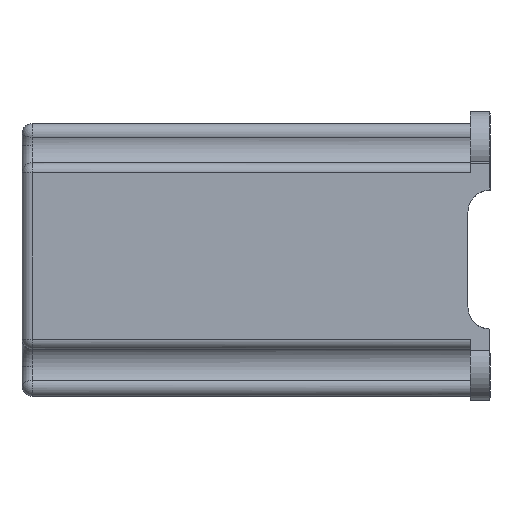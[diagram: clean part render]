
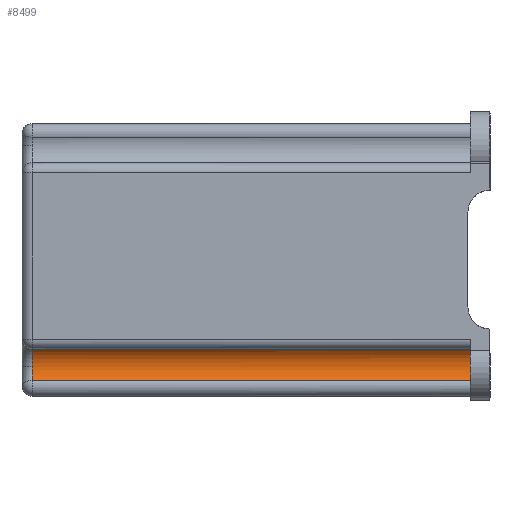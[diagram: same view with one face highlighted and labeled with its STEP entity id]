
A CAD part, left-side view. The second image highlights one B-rep face of the part: STEP entity #8499.
In plain terms, the highlighted cylindrical face has radius 3 mm (diameter 6 mm), a partial arc.
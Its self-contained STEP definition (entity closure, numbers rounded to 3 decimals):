
#2397 = PLANE('',#2398);
#2398 = AXIS2_PLACEMENT_3D('',#2399,#2400,#2401);
#2399 = CARTESIAN_POINT('',(-30.469,2.5,-15.969));
#2400 = DIRECTION('',(0.,1.,0.));
#2401 = DIRECTION('',(0.,0.,1.));
#2632 = CYLINDRICAL_SURFACE('',#2633,1.27);
#2633 = AXIS2_PLACEMENT_3D('',#2634,#2635,#2636);
#2634 = CARTESIAN_POINT('',(-32.5,0.,-12.038));
#2635 = DIRECTION('',(0.,-1.,-0.));
#2636 = DIRECTION('',(0.,0.,1.));
#5807 = VERTEX_POINT('',#5808);
#5808 = CARTESIAN_POINT('',(-31.756,2.5,-13.068));
#5834 = EDGE_CURVE('',#5835,#5807,#5837,.T.);
#5835 = VERTEX_POINT('',#5836);
#5836 = CARTESIAN_POINT('',(-30.,2.5,-12.5));
#5837 = SURFACE_CURVE('',#5838,(#5843,#5854),.PCURVE_S1.);
#5838 = CIRCLE('',#5839,3.);
#5839 = AXIS2_PLACEMENT_3D('',#5840,#5841,#5842);
#5840 = CARTESIAN_POINT('',(-30.,2.5,-15.5));
#5841 = DIRECTION('',(0.,-1.,0.));
#5842 = DIRECTION('',(1.,0.,0.));
#5843 = PCURVE('',#2397,#5844);
#5844 = DEFINITIONAL_REPRESENTATION('',(#5845),#5853);
#5845 = ( BOUNDED_CURVE() B_SPLINE_CURVE(2,(#5846,#5847,#5848,#5849,
#5850,#5851,#5852),.UNSPECIFIED.,.T.,.F.) B_SPLINE_CURVE_WITH_KNOTS((1,2
    ,2,2,2,1),(-2.094,0.,2.094,4.189,
6.283,8.378),.UNSPECIFIED.) CURVE() 
GEOMETRIC_REPRESENTATION_ITEM() RATIONAL_B_SPLINE_CURVE((1.,0.5,1.,0.5,
1.,0.5,1.)) REPRESENTATION_ITEM('') );
#5846 = CARTESIAN_POINT('',(0.469,3.469));
#5847 = CARTESIAN_POINT('',(5.665,3.469));
#5848 = CARTESIAN_POINT('',(3.067,-1.031));
#5849 = CARTESIAN_POINT('',(0.469,-5.531));
#5850 = CARTESIAN_POINT('',(-2.129,-1.031));
#5851 = CARTESIAN_POINT('',(-4.727,3.469));
#5852 = CARTESIAN_POINT('',(0.469,3.469));
#5853 = ( GEOMETRIC_REPRESENTATION_CONTEXT(2) 
PARAMETRIC_REPRESENTATION_CONTEXT() REPRESENTATION_CONTEXT('2D SPACE',''
  ) );
#5854 = PCURVE('',#5855,#5860);
#5855 = CYLINDRICAL_SURFACE('',#5856,3.);
#5856 = AXIS2_PLACEMENT_3D('',#5857,#5858,#5859);
#5857 = CARTESIAN_POINT('',(-30.,0.,-15.5));
#5858 = DIRECTION('',(0.,-1.,0.));
#5859 = DIRECTION('',(1.,0.,0.));
#5860 = DEFINITIONAL_REPRESENTATION('',(#5861),#5865);
#5861 = LINE('',#5862,#5863);
#5862 = CARTESIAN_POINT('',(-6.283,-2.5));
#5863 = VECTOR('',#5864,1.);
#5864 = DIRECTION('',(1.,0.));
#5865 = ( GEOMETRIC_REPRESENTATION_CONTEXT(2) 
PARAMETRIC_REPRESENTATION_CONTEXT() REPRESENTATION_CONTEXT('2D SPACE',''
  ) );
#5867 = EDGE_CURVE('',#5868,#5835,#5870,.T.);
#5868 = VERTEX_POINT('',#5869);
#5869 = CARTESIAN_POINT('',(-27.,2.5,-15.5));
#5870 = SURFACE_CURVE('',#5871,(#5876,#5887),.PCURVE_S1.);
#5871 = CIRCLE('',#5872,3.);
#5872 = AXIS2_PLACEMENT_3D('',#5873,#5874,#5875);
#5873 = CARTESIAN_POINT('',(-30.,2.5,-15.5));
#5874 = DIRECTION('',(0.,-1.,0.));
#5875 = DIRECTION('',(1.,0.,0.));
#5876 = PCURVE('',#2397,#5877);
#5877 = DEFINITIONAL_REPRESENTATION('',(#5878),#5886);
#5878 = ( BOUNDED_CURVE() B_SPLINE_CURVE(2,(#5879,#5880,#5881,#5882,
#5883,#5884,#5885),.UNSPECIFIED.,.T.,.F.) B_SPLINE_CURVE_WITH_KNOTS((1,2
    ,2,2,2,1),(-2.094,0.,2.094,4.189,
6.283,8.378),.UNSPECIFIED.) CURVE() 
GEOMETRIC_REPRESENTATION_ITEM() RATIONAL_B_SPLINE_CURVE((1.,0.5,1.,0.5,
1.,0.5,1.)) REPRESENTATION_ITEM('') );
#5879 = CARTESIAN_POINT('',(0.469,3.469));
#5880 = CARTESIAN_POINT('',(5.665,3.469));
#5881 = CARTESIAN_POINT('',(3.067,-1.031));
#5882 = CARTESIAN_POINT('',(0.469,-5.531));
#5883 = CARTESIAN_POINT('',(-2.129,-1.031));
#5884 = CARTESIAN_POINT('',(-4.727,3.469));
#5885 = CARTESIAN_POINT('',(0.469,3.469));
#5886 = ( GEOMETRIC_REPRESENTATION_CONTEXT(2) 
PARAMETRIC_REPRESENTATION_CONTEXT() REPRESENTATION_CONTEXT('2D SPACE',''
  ) );
#5887 = PCURVE('',#5855,#5888);
#5888 = DEFINITIONAL_REPRESENTATION('',(#5889),#5893);
#5889 = LINE('',#5890,#5891);
#5890 = CARTESIAN_POINT('',(-6.283,-2.5));
#5891 = VECTOR('',#5892,1.);
#5892 = DIRECTION('',(1.,0.));
#5893 = ( GEOMETRIC_REPRESENTATION_CONTEXT(2) 
PARAMETRIC_REPRESENTATION_CONTEXT() REPRESENTATION_CONTEXT('2D SPACE',''
  ) );
#5895 = EDGE_CURVE('',#5896,#5868,#5898,.T.);
#5896 = VERTEX_POINT('',#5897);
#5897 = CARTESIAN_POINT('',(-27.568,2.5,-17.256));
#5898 = SURFACE_CURVE('',#5899,(#5904,#5915),.PCURVE_S1.);
#5899 = CIRCLE('',#5900,3.);
#5900 = AXIS2_PLACEMENT_3D('',#5901,#5902,#5903);
#5901 = CARTESIAN_POINT('',(-30.,2.5,-15.5));
#5902 = DIRECTION('',(0.,-1.,0.));
#5903 = DIRECTION('',(1.,0.,0.));
#5904 = PCURVE('',#2397,#5905);
#5905 = DEFINITIONAL_REPRESENTATION('',(#5906),#5914);
#5906 = ( BOUNDED_CURVE() B_SPLINE_CURVE(2,(#5907,#5908,#5909,#5910,
#5911,#5912,#5913),.UNSPECIFIED.,.T.,.F.) B_SPLINE_CURVE_WITH_KNOTS((1,2
    ,2,2,2,1),(-2.094,0.,2.094,4.189,
6.283,8.378),.UNSPECIFIED.) CURVE() 
GEOMETRIC_REPRESENTATION_ITEM() RATIONAL_B_SPLINE_CURVE((1.,0.5,1.,0.5,
1.,0.5,1.)) REPRESENTATION_ITEM('') );
#5907 = CARTESIAN_POINT('',(0.469,3.469));
#5908 = CARTESIAN_POINT('',(5.665,3.469));
#5909 = CARTESIAN_POINT('',(3.067,-1.031));
#5910 = CARTESIAN_POINT('',(0.469,-5.531));
#5911 = CARTESIAN_POINT('',(-2.129,-1.031));
#5912 = CARTESIAN_POINT('',(-4.727,3.469));
#5913 = CARTESIAN_POINT('',(0.469,3.469));
#5914 = ( GEOMETRIC_REPRESENTATION_CONTEXT(2) 
PARAMETRIC_REPRESENTATION_CONTEXT() REPRESENTATION_CONTEXT('2D SPACE',''
  ) );
#5915 = PCURVE('',#5855,#5916);
#5916 = DEFINITIONAL_REPRESENTATION('',(#5917),#5921);
#5917 = LINE('',#5918,#5919);
#5918 = CARTESIAN_POINT('',(-6.283,-2.5));
#5919 = VECTOR('',#5920,1.);
#5920 = DIRECTION('',(1.,0.));
#5921 = ( GEOMETRIC_REPRESENTATION_CONTEXT(2) 
PARAMETRIC_REPRESENTATION_CONTEXT() REPRESENTATION_CONTEXT('2D SPACE',''
  ) );
#5944 = CYLINDRICAL_SURFACE('',#5945,1.27);
#5945 = AXIS2_PLACEMENT_3D('',#5946,#5947,#5948);
#5946 = CARTESIAN_POINT('',(-26.538,0.,-18.));
#5947 = DIRECTION('',(0.,-1.,0.));
#5948 = DIRECTION('',(1.,0.,0.));
#6069 = VERTEX_POINT('',#6070);
#6070 = CARTESIAN_POINT('',(-31.756,58.,-13.068));
#6120 = EDGE_CURVE('',#6069,#5807,#6121,.T.);
#6121 = SURFACE_CURVE('',#6122,(#6126,#6133),.PCURVE_S1.);
#6122 = LINE('',#6123,#6124);
#6123 = CARTESIAN_POINT('',(-31.756,0.,-13.068));
#6124 = VECTOR('',#6125,1.);
#6125 = DIRECTION('',(0.,-1.,0.));
#6126 = PCURVE('',#2632,#6127);
#6127 = DEFINITIONAL_REPRESENTATION('',(#6128),#6132);
#6128 = LINE('',#6129,#6130);
#6129 = CARTESIAN_POINT('',(3.767,0.));
#6130 = VECTOR('',#6131,1.);
#6131 = DIRECTION('',(0.,1.));
#6132 = ( GEOMETRIC_REPRESENTATION_CONTEXT(2) 
PARAMETRIC_REPRESENTATION_CONTEXT() REPRESENTATION_CONTEXT('2D SPACE',''
  ) );
#6133 = PCURVE('',#5855,#6134);
#6134 = DEFINITIONAL_REPRESENTATION('',(#6135),#6139);
#6135 = LINE('',#6136,#6137);
#6136 = CARTESIAN_POINT('',(2.196,0.));
#6137 = VECTOR('',#6138,1.);
#6138 = DIRECTION('',(0.,1.));
#6139 = ( GEOMETRIC_REPRESENTATION_CONTEXT(2) 
PARAMETRIC_REPRESENTATION_CONTEXT() REPRESENTATION_CONTEXT('2D SPACE',''
  ) );
#6546 = TOROIDAL_SURFACE('',#6547,4.27,1.27);
#6547 = AXIS2_PLACEMENT_3D('',#6548,#6549,#6550);
#6548 = CARTESIAN_POINT('',(-30.,58.,-15.5));
#6549 = DIRECTION('',(0.,1.,0.));
#6550 = DIRECTION('',(1.,0.,0.));
#6795 = TOROIDAL_SURFACE('',#6796,4.27,1.27);
#6796 = AXIS2_PLACEMENT_3D('',#6797,#6798,#6799);
#6797 = CARTESIAN_POINT('',(-30.,58.,-15.5));
#6798 = DIRECTION('',(0.,1.,0.));
#6799 = DIRECTION('',(1.,0.,0.));
#8499 = ADVANCED_FACE('',(#8500),#5855,.F.);
#8500 = FACE_BOUND('',#8501,.F.);
#8501 = EDGE_LOOP('',(#8502,#8528,#8550,#8551,#8552,#8553,#8554));
#8502 = ORIENTED_EDGE('',*,*,#8503,.T.);
#8503 = EDGE_CURVE('',#8504,#8506,#8508,.T.);
#8504 = VERTEX_POINT('',#8505);
#8505 = CARTESIAN_POINT('',(-27.568,58.,-17.256));
#8506 = VERTEX_POINT('',#8507);
#8507 = CARTESIAN_POINT('',(-27.,58.,-15.5));
#8508 = SURFACE_CURVE('',#8509,(#8514,#8521),.PCURVE_S1.);
#8509 = CIRCLE('',#8510,3.);
#8510 = AXIS2_PLACEMENT_3D('',#8511,#8512,#8513);
#8511 = CARTESIAN_POINT('',(-30.,58.,-15.5));
#8512 = DIRECTION('',(0.,-1.,0.));
#8513 = DIRECTION('',(1.,0.,0.));
#8514 = PCURVE('',#5855,#8515);
#8515 = DEFINITIONAL_REPRESENTATION('',(#8516),#8520);
#8516 = LINE('',#8517,#8518);
#8517 = CARTESIAN_POINT('',(-6.283,-58.));
#8518 = VECTOR('',#8519,1.);
#8519 = DIRECTION('',(1.,0.));
#8520 = ( GEOMETRIC_REPRESENTATION_CONTEXT(2) 
PARAMETRIC_REPRESENTATION_CONTEXT() REPRESENTATION_CONTEXT('2D SPACE',''
  ) );
#8521 = PCURVE('',#6546,#8522);
#8522 = DEFINITIONAL_REPRESENTATION('',(#8523),#8527);
#8523 = LINE('',#8524,#8525);
#8524 = CARTESIAN_POINT('',(-0.,3.142));
#8525 = VECTOR('',#8526,1.);
#8526 = DIRECTION('',(-1.,0.));
#8527 = ( GEOMETRIC_REPRESENTATION_CONTEXT(2) 
PARAMETRIC_REPRESENTATION_CONTEXT() REPRESENTATION_CONTEXT('2D SPACE',''
  ) );
#8528 = ORIENTED_EDGE('',*,*,#8529,.T.);
#8529 = EDGE_CURVE('',#8506,#6069,#8530,.T.);
#8530 = SURFACE_CURVE('',#8531,(#8536,#8543),.PCURVE_S1.);
#8531 = CIRCLE('',#8532,3.);
#8532 = AXIS2_PLACEMENT_3D('',#8533,#8534,#8535);
#8533 = CARTESIAN_POINT('',(-30.,58.,-15.5));
#8534 = DIRECTION('',(0.,-1.,0.));
#8535 = DIRECTION('',(1.,0.,0.));
#8536 = PCURVE('',#5855,#8537);
#8537 = DEFINITIONAL_REPRESENTATION('',(#8538),#8542);
#8538 = LINE('',#8539,#8540);
#8539 = CARTESIAN_POINT('',(0.,-58.));
#8540 = VECTOR('',#8541,1.);
#8541 = DIRECTION('',(1.,0.));
#8542 = ( GEOMETRIC_REPRESENTATION_CONTEXT(2) 
PARAMETRIC_REPRESENTATION_CONTEXT() REPRESENTATION_CONTEXT('2D SPACE',''
  ) );
#8543 = PCURVE('',#6795,#8544);
#8544 = DEFINITIONAL_REPRESENTATION('',(#8545),#8549);
#8545 = LINE('',#8546,#8547);
#8546 = CARTESIAN_POINT('',(-0.,3.142));
#8547 = VECTOR('',#8548,1.);
#8548 = DIRECTION('',(-1.,0.));
#8549 = ( GEOMETRIC_REPRESENTATION_CONTEXT(2) 
PARAMETRIC_REPRESENTATION_CONTEXT() REPRESENTATION_CONTEXT('2D SPACE',''
  ) );
#8550 = ORIENTED_EDGE('',*,*,#6120,.T.);
#8551 = ORIENTED_EDGE('',*,*,#5834,.F.);
#8552 = ORIENTED_EDGE('',*,*,#5867,.F.);
#8553 = ORIENTED_EDGE('',*,*,#5895,.F.);
#8554 = ORIENTED_EDGE('',*,*,#8555,.F.);
#8555 = EDGE_CURVE('',#8504,#5896,#8556,.T.);
#8556 = SURFACE_CURVE('',#8557,(#8561,#8568),.PCURVE_S1.);
#8557 = LINE('',#8558,#8559);
#8558 = CARTESIAN_POINT('',(-27.568,0.,-17.256));
#8559 = VECTOR('',#8560,1.);
#8560 = DIRECTION('',(0.,-1.,0.));
#8561 = PCURVE('',#5855,#8562);
#8562 = DEFINITIONAL_REPRESENTATION('',(#8563),#8567);
#8563 = LINE('',#8564,#8565);
#8564 = CARTESIAN_POINT('',(-0.625,0.));
#8565 = VECTOR('',#8566,1.);
#8566 = DIRECTION('',(0.,1.));
#8567 = ( GEOMETRIC_REPRESENTATION_CONTEXT(2) 
PARAMETRIC_REPRESENTATION_CONTEXT() REPRESENTATION_CONTEXT('2D SPACE',''
  ) );
#8568 = PCURVE('',#5944,#8569);
#8569 = DEFINITIONAL_REPRESENTATION('',(#8570),#8574);
#8570 = LINE('',#8571,#8572);
#8571 = CARTESIAN_POINT('',(-3.767,0.));
#8572 = VECTOR('',#8573,1.);
#8573 = DIRECTION('',(-0.,1.));
#8574 = ( GEOMETRIC_REPRESENTATION_CONTEXT(2) 
PARAMETRIC_REPRESENTATION_CONTEXT() REPRESENTATION_CONTEXT('2D SPACE',''
  ) );
